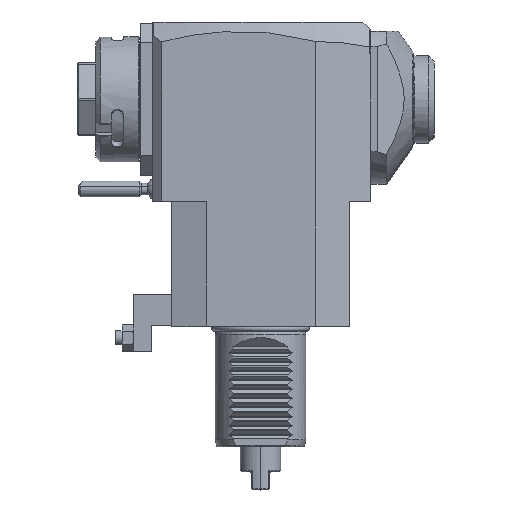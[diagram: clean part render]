
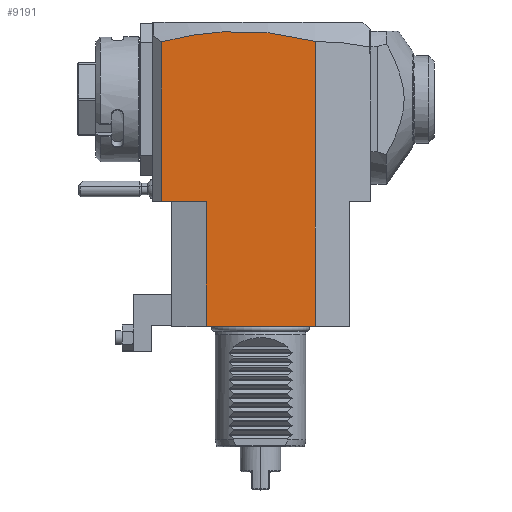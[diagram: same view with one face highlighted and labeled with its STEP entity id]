
A CAD part, top view. The second image highlights one B-rep face of the part: STEP entity #9191.
In plain terms, the highlighted planar face has unit normal (0, 0, 1).
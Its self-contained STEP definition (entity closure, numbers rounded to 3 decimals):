
#1=DIRECTION('',(-1.,0.,0.));
#2=VECTOR('',#1,48.);
#3=CARTESIAN_POINT('',(24.,0.,37.5));
#4=LINE('',#3,#2);
#53=DIRECTION('',(-1.,0.,0.));
#54=VECTOR('',#53,19.5);
#55=CARTESIAN_POINT('',(-24.,55.,37.5));
#56=LINE('',#55,#54);
#57=DIRECTION('',(0.,1.,0.));
#58=VECTOR('',#57,70.258);
#59=CARTESIAN_POINT('',(-43.5,55.,37.5));
#60=LINE('',#59,#58);
#61=CARTESIAN_POINT('',(24.,125.435,37.5));
#62=CARTESIAN_POINT('',(18.371,126.939,37.5));
#63=CARTESIAN_POINT('',(7.115,129.162,37.5));
#64=CARTESIAN_POINT('',(-9.762,130.233,37.5));
#65=CARTESIAN_POINT('',(-26.635,129.072,37.5));
#66=CARTESIAN_POINT('',(-37.879,126.791,37.5));
#67=CARTESIAN_POINT('',(-43.5,125.258,37.5));
#69=DIRECTION('',(0.,-1.,0.));
#70=VECTOR('',#69,125.435);
#71=CARTESIAN_POINT('',(24.,125.435,37.5));
#72=LINE('',#71,#70);
#3918=DIRECTION('',(0.,-1.,0.));
#3919=VECTOR('',#3918,55.);
#3920=CARTESIAN_POINT('',(-24.,55.,37.5));
#3921=LINE('',#3920,#3919);
#8492=VERTEX_POINT('',#61);
#8493=VERTEX_POINT('',#67);
#8909=CARTESIAN_POINT('',(-43.5,55.,37.5));
#8911=VERTEX_POINT('',#8909);
#8949=CARTESIAN_POINT('',(24.,0.,37.5));
#8950=CARTESIAN_POINT('',(-24.,0.,37.5));
#8951=VERTEX_POINT('',#8949);
#8952=VERTEX_POINT('',#8950);
#9127=CARTESIAN_POINT('',(-24.,55.,37.5));
#9128=VERTEX_POINT('',#9127);
#9173=CARTESIAN_POINT('',(-39.202,55.,37.5));
#9174=DIRECTION('',(0.,0.,1.));
#9175=DIRECTION('',(1.,0.,0.));
#9176=AXIS2_PLACEMENT_3D('',#9173,#9174,#9175);
#9177=PLANE('',#9176);
#9179=ORIENTED_EDGE('',*,*,#9178,.T.);
#9181=ORIENTED_EDGE('',*,*,#9180,.T.);
#9183=ORIENTED_EDGE('',*,*,#9182,.F.);
#9185=ORIENTED_EDGE('',*,*,#9184,.T.);
#9186=ORIENTED_EDGE('',*,*,#9136,.T.);
#9188=ORIENTED_EDGE('',*,*,#9187,.F.);
#9189=EDGE_LOOP('',(#9179,#9181,#9183,#9185,#9186,#9188));
#9190=FACE_OUTER_BOUND('',#9189,.F.);
#68=B_SPLINE_CURVE_WITH_KNOTS('',3,(#61,#62,#63,#64,#65,#66,#67),.UNSPECIFIED.,
.F.,.F.,(4,1,1,1,4),(0.,0.25,0.5,0.75,1.),.UNSPECIFIED.);
#9136=EDGE_CURVE('',#8951,#8952,#4,.T.);
#9178=EDGE_CURVE('',#9128,#8911,#56,.T.);
#9180=EDGE_CURVE('',#8911,#8493,#60,.T.);
#9182=EDGE_CURVE('',#8492,#8493,#68,.T.);
#9184=EDGE_CURVE('',#8492,#8951,#72,.T.);
#9187=EDGE_CURVE('',#9128,#8952,#3921,.T.);
#9191=ADVANCED_FACE('',(#9190),#9177,.T.);
